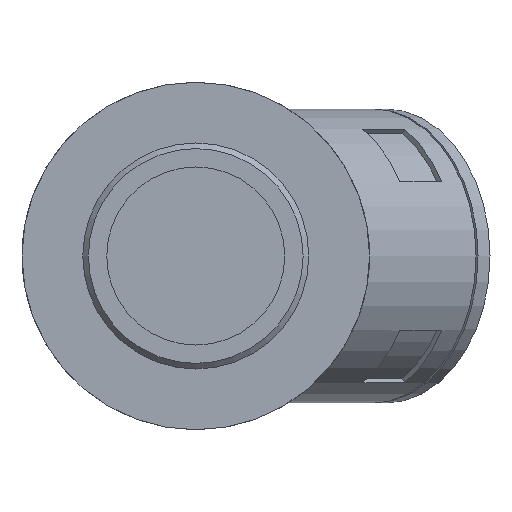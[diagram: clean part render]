
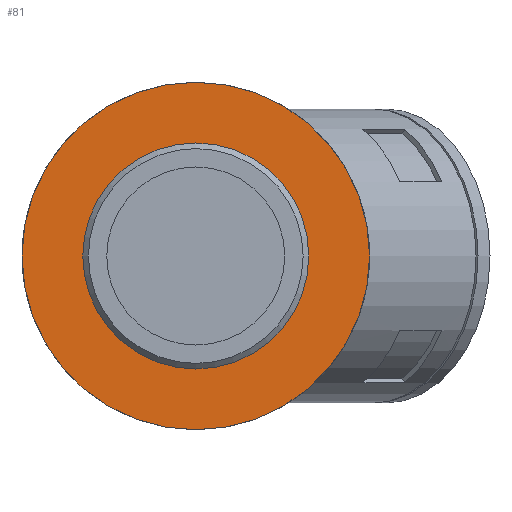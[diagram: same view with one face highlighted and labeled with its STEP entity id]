
A CAD part, front view. The second image highlights one B-rep face of the part: STEP entity #81.
In plain terms, the highlighted planar face has unit normal (0, -1, 0).
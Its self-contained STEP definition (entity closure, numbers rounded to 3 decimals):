
#81 = ADVANCED_FACE( '', ( #139, #140 ), #141, .F. );
#139 = FACE_BOUND( '', #247, .T. );
#140 = FACE_OUTER_BOUND( '', #248, .T. );
#141 = PLANE( '', #249 );
#247 = EDGE_LOOP( '', ( #390 ) );
#248 = EDGE_LOOP( '', ( #391 ) );
#249 = AXIS2_PLACEMENT_3D( '', #392, #393, #394 );
#390 = ORIENTED_EDGE( '', *, *, #665, .F. );
#391 = ORIENTED_EDGE( '', *, *, #666, .F. );
#392 = CARTESIAN_POINT( '', ( 7.25, 5., 0. ) );
#393 = DIRECTION( '', ( 0., 1., 0. ) );
#394 = DIRECTION( '', ( 0., 0., 1. ) );
#665 = EDGE_CURVE( '', #779, #779, #780, .F. );
#666 = EDGE_CURVE( '', #781, #781, #782, .T. );
#779 = VERTEX_POINT( '', #1056 );
#780 = CIRCLE( '', #1057, 20. );
#781 = VERTEX_POINT( '', #1058 );
#782 = CIRCLE( '', #1059, 30.75 );
#1056 = CARTESIAN_POINT( '', ( 7.25, 5., 20. ) );
#1057 = AXIS2_PLACEMENT_3D( '', #1318, #1319, #1320 );
#1058 = CARTESIAN_POINT( '', ( 7.25, 5., 30.75 ) );
#1059 = AXIS2_PLACEMENT_3D( '', #1321, #1322, #1323 );
#1318 = CARTESIAN_POINT( '', ( 7.25, 5., 0. ) );
#1319 = DIRECTION( '', ( 0., 1., 0. ) );
#1320 = DIRECTION( '', ( 0., 0., 1. ) );
#1321 = CARTESIAN_POINT( '', ( 7.25, 5., 0. ) );
#1322 = DIRECTION( '', ( 0., 1., 0. ) );
#1323 = DIRECTION( '', ( 0., 0., 1. ) );
